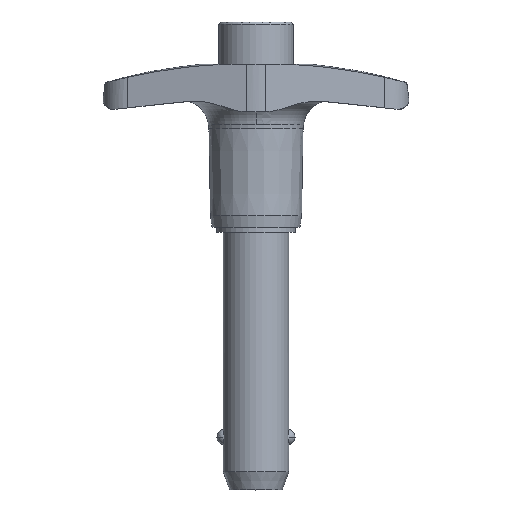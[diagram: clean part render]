
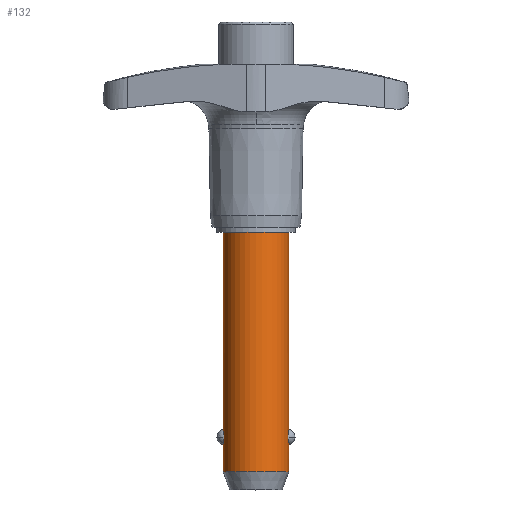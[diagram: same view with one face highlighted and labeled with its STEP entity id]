
A CAD part, top view. The second image highlights one B-rep face of the part: STEP entity #132.
In plain terms, the highlighted cylindrical face has radius 6.35 mm (diameter 12.7 mm), a partial arc.
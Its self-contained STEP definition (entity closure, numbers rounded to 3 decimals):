
#132=ADVANCED_FACE('',(#311),#312,.T.);
#311=FACE_OUTER_BOUND('',#534,.T.);
#312=CYLINDRICAL_SURFACE('',#535,6.35);
#534=EDGE_LOOP('',(#865,#866,#867,#868,#869,#870,#871,#872,#873,#874));
#535=AXIS2_PLACEMENT_3D('',#875,#876,#877);
#865=ORIENTED_EDGE('',*,*,#1467,.T.);
#866=ORIENTED_EDGE('',*,*,#1468,.T.);
#867=ORIENTED_EDGE('',*,*,#1469,.T.);
#868=ORIENTED_EDGE('',*,*,#1470,.T.);
#869=ORIENTED_EDGE('',*,*,#1453,.F.);
#870=ORIENTED_EDGE('',*,*,#1471,.T.);
#871=ORIENTED_EDGE('',*,*,#1472,.T.);
#872=ORIENTED_EDGE('',*,*,#1473,.T.);
#873=ORIENTED_EDGE('',*,*,#1474,.T.);
#874=ORIENTED_EDGE('',*,*,#1475,.T.);
#875=CARTESIAN_POINT('',(0.0,-24.892,0.0));
#876=DIRECTION('',(-0.0,1.0,0.0));
#877=DIRECTION('',(1.0,0.0,0.0));
#1453=EDGE_CURVE('',#1783,#1782,#1785,.T.);
#1467=EDGE_CURVE('',#1805,#1806,#1807,.T.);
#1468=EDGE_CURVE('',#1806,#1808,#1809,.T.);
#1469=EDGE_CURVE('',#1808,#1810,#1811,.T.);
#1470=EDGE_CURVE('',#1810,#1782,#1812,.T.);
#1471=EDGE_CURVE('',#1783,#1813,#1814,.T.);
#1472=EDGE_CURVE('',#1813,#1815,#1816,.T.);
#1473=EDGE_CURVE('',#1815,#1817,#1818,.T.);
#1474=EDGE_CURVE('',#1817,#1819,#1820,.T.);
#1475=EDGE_CURVE('',#1819,#1805,#1821,.T.);
#1782=VERTEX_POINT('',#2732);
#1783=VERTEX_POINT('',#2733);
#1785=CIRCLE('',#2735,6.35);
#1805=VERTEX_POINT('',#2875);
#1806=VERTEX_POINT('',#2876);
#1807=LINE('',#2877,#2878);
#1808=VERTEX_POINT('',#2879);
#1809=B_SPLINE_CURVE_WITH_KNOTS('',3,(#2880,#2881,#2882,#2883,#2884,#2885,#2886,#2887,#2888,#2889,#2890,#2891,#2892,#2893),.UNSPECIFIED.,.F.,.F.,(4,2,2,2,2,2,4),(2.221,2.596,2.971,3.2,3.429,3.935,4.442),.UNSPECIFIED.);
#1810=VERTEX_POINT('',#2894);
#1811=B_SPLINE_CURVE_WITH_KNOTS('',3,(#2895,#2896,#2897,#2898,#2899,#2900,#2901,#2902,#2903,#2904,#2905,#2906,#2907,#2908),.UNSPECIFIED.,.F.,.F.,(4,2,2,2,2,2,4),(4.442,4.948,5.455,5.684,5.912,6.288,6.663),.UNSPECIFIED.);
#1812=LINE('',#2909,#2910);
#1813=VERTEX_POINT('',#2911);
#1814=LINE('',#2912,#2913);
#1815=VERTEX_POINT('',#2914);
#1816=B_SPLINE_CURVE_WITH_KNOTS('',3,(#2915,#2916,#2917,#2918,#2919,#2920,#2921,#2922,#2923,#2924,#2925,#2926,#2927,#2928),.UNSPECIFIED.,.F.,.F.,(4,2,2,2,2,2,4),(6.663,7.038,7.413,7.642,7.871,8.377,8.884),.UNSPECIFIED.);
#1817=VERTEX_POINT('',#2929);
#1818=B_SPLINE_CURVE_WITH_KNOTS('',3,(#2930,#2931,#2932,#2933,#2934,#2935,#2936,#2937,#2938,#2939,#2940,#2941,#2942,#2943),.UNSPECIFIED.,.F.,.F.,(4,2,2,2,2,2,4),(0.0,0.507,1.013,1.242,1.471,1.846,2.221),.UNSPECIFIED.);
#1819=VERTEX_POINT('',#2944);
#1820=LINE('',#2945,#2946);
#1821=CIRCLE('',#2947,6.35);
#2732=CARTESIAN_POINT('',(6.35,0.0,0.0));
#2733=CARTESIAN_POINT('',(-6.35,0.0,0.));
#2735=AXIS2_PLACEMENT_3D('',#4027,#4028,#4029);
#2875=CARTESIAN_POINT('',(6.35,-46.279,0.0));
#2876=CARTESIAN_POINT('',(6.35,-41.037,0.));
#2877=CARTESIAN_POINT('',(6.35,-24.892,0.));
#2878=VECTOR('',#4042,1.0);
#2879=CARTESIAN_POINT('',(6.172,-39.568,1.495));
#2880=CARTESIAN_POINT('',(6.35,-41.037,0.0));
#2881=CARTESIAN_POINT('',(6.35,-41.037,0.125));
#2882=CARTESIAN_POINT('',(6.346,-41.021,0.261));
#2883=CARTESIAN_POINT('',(6.33,-40.952,0.522));
#2884=CARTESIAN_POINT('',(6.318,-40.899,0.648));
#2885=CARTESIAN_POINT('',(6.297,-40.8,0.822));
#2886=CARTESIAN_POINT('',(6.288,-40.753,0.891));
#2887=CARTESIAN_POINT('',(6.268,-40.649,1.019));
#2888=CARTESIAN_POINT('',(6.258,-40.591,1.079));
#2889=CARTESIAN_POINT('',(6.229,-40.409,1.24));
#2890=CARTESIAN_POINT('',(6.208,-40.254,1.336));
#2891=CARTESIAN_POINT('',(6.179,-39.918,1.464));
#2892=CARTESIAN_POINT('',(6.172,-39.737,1.495));
#2893=CARTESIAN_POINT('',(6.172,-39.568,1.495));
#2894=CARTESIAN_POINT('',(6.35,-38.1,0.));
#2895=CARTESIAN_POINT('',(6.172,-39.568,1.495));
#2896=CARTESIAN_POINT('',(6.172,-39.4,1.495));
#2897=CARTESIAN_POINT('',(6.179,-39.219,1.464));
#2898=CARTESIAN_POINT('',(6.208,-38.883,1.336));
#2899=CARTESIAN_POINT('',(6.229,-38.728,1.24));
#2900=CARTESIAN_POINT('',(6.258,-38.546,1.079));
#2901=CARTESIAN_POINT('',(6.268,-38.488,1.019));
#2902=CARTESIAN_POINT('',(6.288,-38.383,0.891));
#2903=CARTESIAN_POINT('',(6.297,-38.337,0.822));
#2904=CARTESIAN_POINT('',(6.318,-38.238,0.648));
#2905=CARTESIAN_POINT('',(6.33,-38.185,0.522));
#2906=CARTESIAN_POINT('',(6.346,-38.116,0.261));
#2907=CARTESIAN_POINT('',(6.35,-38.1,0.125));
#2908=CARTESIAN_POINT('',(6.35,-38.1,0.));
#2909=CARTESIAN_POINT('',(6.35,-24.892,0.));
#2910=VECTOR('',#4043,1.0);
#2911=CARTESIAN_POINT('',(-6.35,-38.1,0.));
#2912=CARTESIAN_POINT('',(-6.35,-24.892,0.));
#2913=VECTOR('',#4044,1.0);
#2914=CARTESIAN_POINT('',(-6.172,-39.568,1.495));
#2915=CARTESIAN_POINT('',(-6.35,-38.1,0.));
#2916=CARTESIAN_POINT('',(-6.35,-38.1,0.125));
#2917=CARTESIAN_POINT('',(-6.346,-38.116,0.261));
#2918=CARTESIAN_POINT('',(-6.33,-38.185,0.522));
#2919=CARTESIAN_POINT('',(-6.318,-38.238,0.648));
#2920=CARTESIAN_POINT('',(-6.297,-38.337,0.822));
#2921=CARTESIAN_POINT('',(-6.288,-38.383,0.891));
#2922=CARTESIAN_POINT('',(-6.268,-38.488,1.019));
#2923=CARTESIAN_POINT('',(-6.258,-38.546,1.079));
#2924=CARTESIAN_POINT('',(-6.229,-38.728,1.24));
#2925=CARTESIAN_POINT('',(-6.208,-38.883,1.336));
#2926=CARTESIAN_POINT('',(-6.179,-39.219,1.464));
#2927=CARTESIAN_POINT('',(-6.172,-39.4,1.495));
#2928=CARTESIAN_POINT('',(-6.172,-39.568,1.495));
#2929=CARTESIAN_POINT('',(-6.35,-41.037,0.));
#2930=CARTESIAN_POINT('',(-6.172,-39.568,1.495));
#2931=CARTESIAN_POINT('',(-6.172,-39.737,1.495));
#2932=CARTESIAN_POINT('',(-6.179,-39.918,1.464));
#2933=CARTESIAN_POINT('',(-6.208,-40.254,1.336));
#2934=CARTESIAN_POINT('',(-6.229,-40.409,1.24));
#2935=CARTESIAN_POINT('',(-6.258,-40.591,1.079));
#2936=CARTESIAN_POINT('',(-6.268,-40.649,1.019));
#2937=CARTESIAN_POINT('',(-6.288,-40.753,0.891));
#2938=CARTESIAN_POINT('',(-6.297,-40.8,0.822));
#2939=CARTESIAN_POINT('',(-6.318,-40.899,0.648));
#2940=CARTESIAN_POINT('',(-6.33,-40.952,0.522));
#2941=CARTESIAN_POINT('',(-6.346,-41.021,0.261));
#2942=CARTESIAN_POINT('',(-6.35,-41.037,0.125));
#2943=CARTESIAN_POINT('',(-6.35,-41.037,0.));
#2944=CARTESIAN_POINT('',(-6.35,-46.279,0.));
#2945=CARTESIAN_POINT('',(-6.35,-24.892,0.));
#2946=VECTOR('',#4045,1.0);
#2947=AXIS2_PLACEMENT_3D('',#4046,#4047,#4048);
#4027=CARTESIAN_POINT('',(0.0,0.0,0.0));
#4028=DIRECTION('',(-0.0,1.0,0.0));
#4029=DIRECTION('',(1.0,0.0,0.0));
#4042=DIRECTION('',(0.0,1.0,0.0));
#4043=DIRECTION('',(0.0,1.0,0.0));
#4044=DIRECTION('',(-0.0,-1.0,-0.0));
#4045=DIRECTION('',(-0.0,-1.0,-0.0));
#4046=CARTESIAN_POINT('',(0.0,-46.279,0.0));
#4047=DIRECTION('',(0.,1.0,0.0));
#4048=DIRECTION('',(1.0,0.,0.0));
